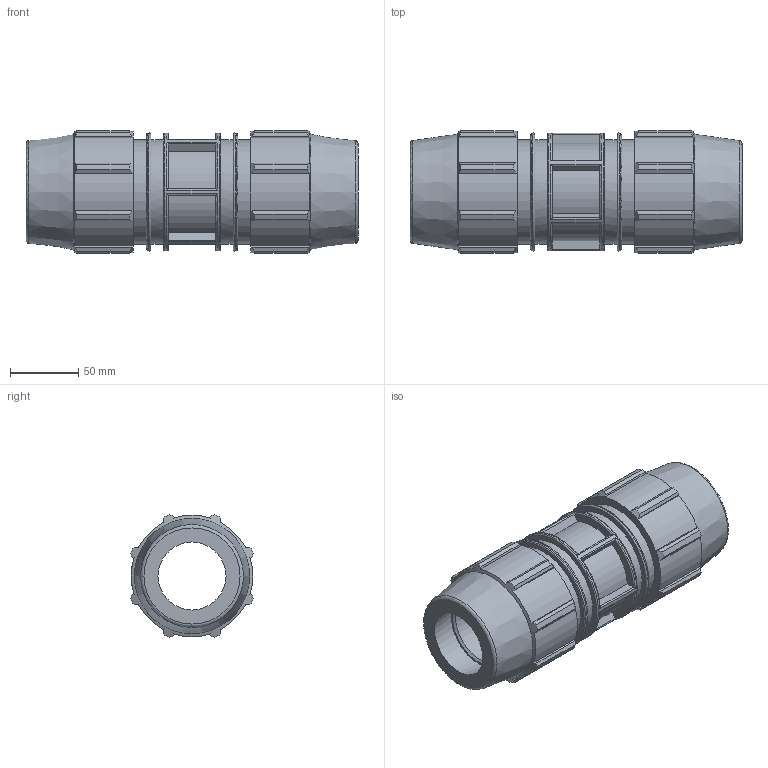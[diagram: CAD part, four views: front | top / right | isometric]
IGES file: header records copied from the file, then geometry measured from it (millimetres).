
Global section: file name: 076100050_186100050_0761060500A.ipt; native system: Autodesk Inventor 2015; preprocessor: unknown; author: KIM; date: 20170606.133421; units: millimetre
Bounding box: 244 x 90.33 x 90.33 mm (x, y, z)
Volume: 829439.8 mm3; surface area: 127325.2 mm2
Topology: 1 solids, 1 shells, 202 faces, 567 edges, 382 vertices
Faces by surface type: plane 100, cylinder 55, revolution 25, cone 22
Full cylindrical faces by diameter (mm): 76.8 x4, 86.4 x1
